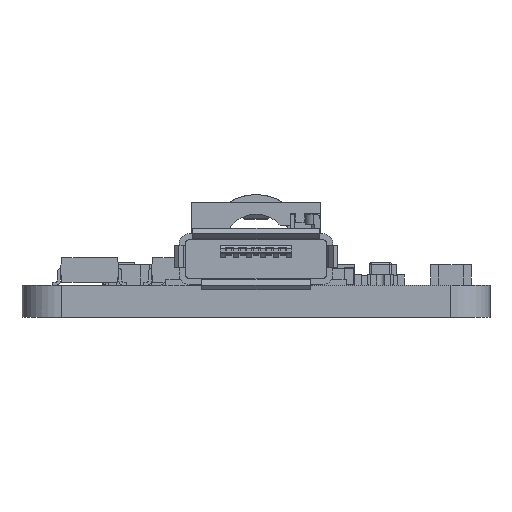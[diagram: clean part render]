
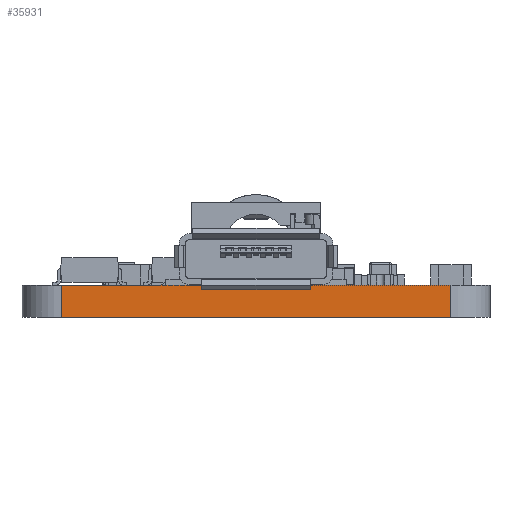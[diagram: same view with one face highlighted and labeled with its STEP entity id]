
A CAD part, left-side view. The second image highlights one B-rep face of the part: STEP entity #35931.
In plain terms, the highlighted planar face has unit normal (-1, 0, 0).
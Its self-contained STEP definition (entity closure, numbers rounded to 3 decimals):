
#564=PLANE('',#38160);
#1974=FACE_OUTER_BOUND('',#3840,.T.);
#3840=EDGE_LOOP('',(#24209,#24210,#24211,#24212));
#6004=LINE('',#51696,#10078);
#6005=LINE('',#51699,#10079);
#6006=LINE('',#51701,#10080);
#6007=LINE('',#51702,#10081);
#10078=VECTOR('',#41654,10.);
#10079=VECTOR('',#41657,10.);
#10080=VECTOR('',#41658,10.);
#10081=VECTOR('',#41659,10.);
#15327=VERTEX_POINT('',#51692);
#15328=VERTEX_POINT('',#51694);
#15329=VERTEX_POINT('',#51698);
#15330=VERTEX_POINT('',#51700);
#18874=EDGE_CURVE('',#15327,#15328,#6004,.T.);
#18875=EDGE_CURVE('',#15329,#15327,#6005,.T.);
#18876=EDGE_CURVE('',#15330,#15328,#6006,.T.);
#18877=EDGE_CURVE('',#15329,#15330,#6007,.T.);
#24209=ORIENTED_EDGE('',*,*,#18875,.T.);
#24210=ORIENTED_EDGE('',*,*,#18874,.T.);
#24211=ORIENTED_EDGE('',*,*,#18876,.F.);
#24212=ORIENTED_EDGE('',*,*,#18877,.F.);
#35931=ADVANCED_FACE('',(#1974),#564,.T.);
#38160=AXIS2_PLACEMENT_3D('',#51697,#41655,#41656);
#41654=DIRECTION('',(0.,0.,1.));
#41655=DIRECTION('center_axis',(-1.,0.,0.));
#41656=DIRECTION('ref_axis',(0.,-1.,0.));
#41657=DIRECTION('',(0.,-1.,0.));
#41658=DIRECTION('',(0.,-1.,0.));
#41659=DIRECTION('',(0.,0.,1.));
#51692=CARTESIAN_POINT('',(0.,1.905,0.));
#51694=CARTESIAN_POINT('',(0.,1.905,1.57));
#51696=CARTESIAN_POINT('',(0.,1.905,0.));
#51697=CARTESIAN_POINT('Origin',(0.,20.955,0.));
#51698=CARTESIAN_POINT('',(0.,20.955,0.));
#51699=CARTESIAN_POINT('',(0.,20.955,0.));
#51700=CARTESIAN_POINT('',(0.,20.955,1.57));
#51701=CARTESIAN_POINT('',(0.,20.955,1.57));
#51702=CARTESIAN_POINT('',(0.,20.955,0.));
